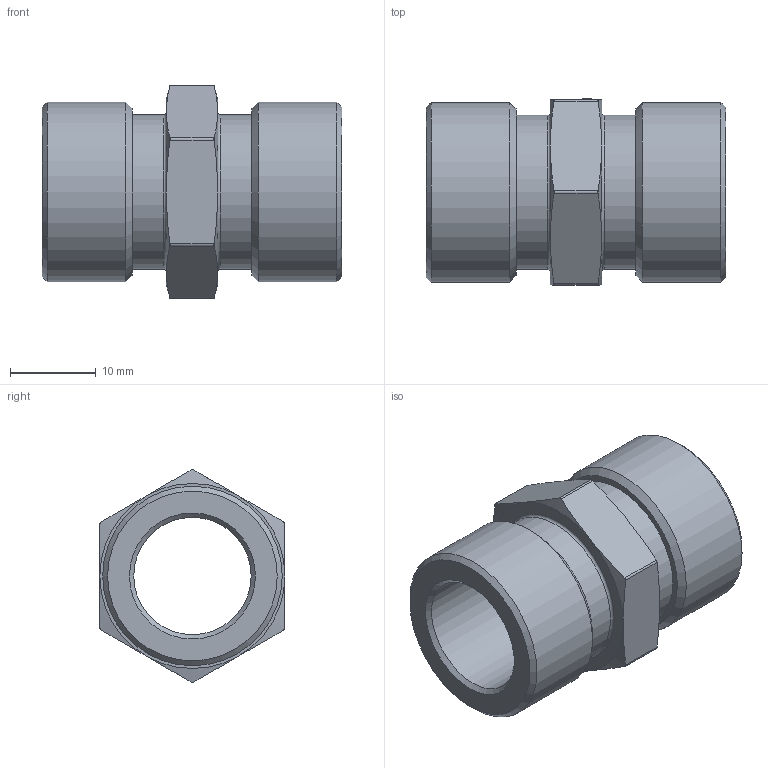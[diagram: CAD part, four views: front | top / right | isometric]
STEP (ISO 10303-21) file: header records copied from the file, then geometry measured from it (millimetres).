
FILE_DESCRIPTION (( 'STEP AP214' ), '1' );
FILE_NAME ('heco DN-012-6KZ-I.STEP', '2016-01-19T08:25:39', ( 'test' ), ( '' ), 'SwSTEP 2.0', 'SolidWorks 2011', '' );
FILE_SCHEMA (( 'AUTOMOTIVE_DESIGN' ));
Length unit declared in the file: millimetre
Products named in the file (1): heco DN-012-6KZ-I
Bounding box: 35 x 21.7 x 24.85 mm (x, y, z)
Volume: 6467.8 mm3; surface area: 4507.4 mm2
Topology: 1 solids, 1 shells, 209 faces, 531 edges, 349 vertices
Faces by surface type: plane 112, bspline 66, cone 18, cylinder 11, torus 2
Full cylindrical faces by diameter (mm): 13.7 x1, 18 x2, 20.955 x2
Entity records: 12082 total; most frequent: CARTESIAN_POINT 5305, ORIENTED_EDGE 1026, DIRECTION 663, EDGE_CURVE 513, VERTEX_POINT 344, LINE 315, VECTOR 315, EDGE_LOOP 249
